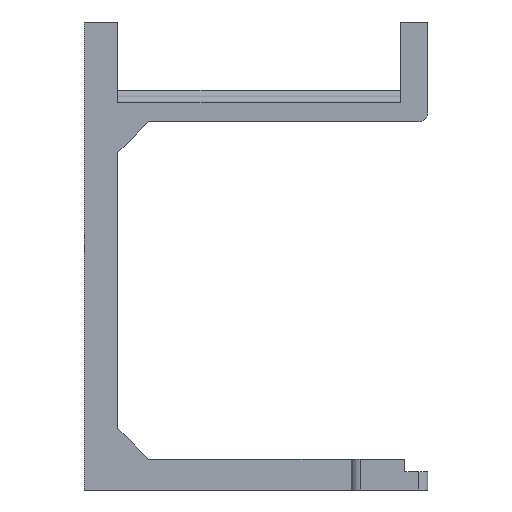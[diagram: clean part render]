
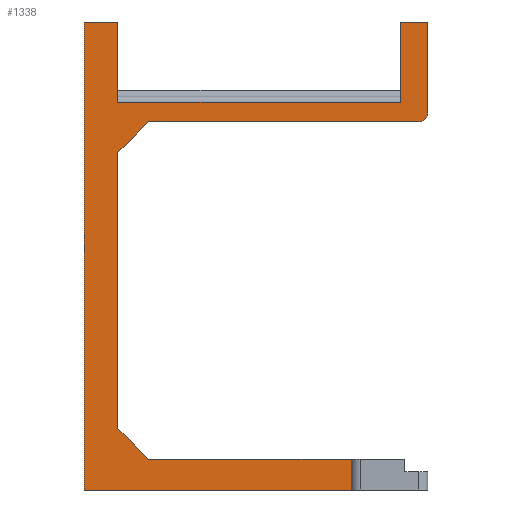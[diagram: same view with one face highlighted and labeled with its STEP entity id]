
A CAD part, left-side view. The second image highlights one B-rep face of the part: STEP entity #1338.
In plain terms, the highlighted planar face has unit normal (-1, 0, 0).
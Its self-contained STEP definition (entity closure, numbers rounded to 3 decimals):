
#33=PLANE('',#1436);
#88=FACE_OUTER_BOUND('',#157,.T.);
#157=EDGE_LOOP('',(#933,#934,#935,#936,#937,#938,#939,#940,#941,#942,#943,
#944,#945,#946,#947,#948,#949,#950,#951,#952,#953));
#231=LINE('',#1923,#399);
#234=LINE('',#1929,#402);
#235=LINE('',#1931,#403);
#236=LINE('',#1933,#404);
#237=LINE('',#1935,#405);
#238=LINE('',#1937,#406);
#239=LINE('',#1939,#407);
#240=LINE('',#1941,#408);
#241=LINE('',#1943,#409);
#242=LINE('',#1945,#410);
#243=LINE('',#1947,#411);
#244=LINE('',#1949,#412);
#245=LINE('',#1951,#413);
#246=LINE('',#1953,#414);
#247=LINE('',#1955,#415);
#248=LINE('',#1957,#416);
#249=LINE('',#1959,#417);
#250=LINE('',#1961,#418);
#251=LINE('',#1963,#419);
#252=LINE('',#1964,#420);
#399=VECTOR('',#1548,10.);
#402=VECTOR('',#1553,10.);
#403=VECTOR('',#1554,10.);
#404=VECTOR('',#1555,10.);
#405=VECTOR('',#1556,10.);
#406=VECTOR('',#1557,10.);
#407=VECTOR('',#1558,10.);
#408=VECTOR('',#1559,10.);
#409=VECTOR('',#1560,10.);
#410=VECTOR('',#1561,10.);
#411=VECTOR('',#1562,10.);
#412=VECTOR('',#1563,10.);
#413=VECTOR('',#1564,10.);
#414=VECTOR('',#1565,10.);
#415=VECTOR('',#1566,10.);
#416=VECTOR('',#1567,10.);
#417=VECTOR('',#1568,10.);
#418=VECTOR('',#1569,10.);
#419=VECTOR('',#1570,10.);
#420=VECTOR('',#1571,10.);
#566=CIRCLE('',#1434,3.);
#597=VERTEX_POINT('',#1916);
#598=VERTEX_POINT('',#1918);
#599=VERTEX_POINT('',#1922);
#601=VERTEX_POINT('',#1928);
#602=VERTEX_POINT('',#1930);
#603=VERTEX_POINT('',#1932);
#604=VERTEX_POINT('',#1934);
#605=VERTEX_POINT('',#1936);
#606=VERTEX_POINT('',#1938);
#607=VERTEX_POINT('',#1940);
#608=VERTEX_POINT('',#1942);
#609=VERTEX_POINT('',#1944);
#610=VERTEX_POINT('',#1946);
#611=VERTEX_POINT('',#1948);
#612=VERTEX_POINT('',#1950);
#613=VERTEX_POINT('',#1952);
#614=VERTEX_POINT('',#1954);
#615=VERTEX_POINT('',#1956);
#616=VERTEX_POINT('',#1958);
#617=VERTEX_POINT('',#1960);
#618=VERTEX_POINT('',#1962);
#729=EDGE_CURVE('',#597,#598,#566,.T.);
#731=EDGE_CURVE('',#599,#598,#231,.T.);
#734=EDGE_CURVE('',#601,#597,#234,.T.);
#735=EDGE_CURVE('',#602,#601,#235,.T.);
#736=EDGE_CURVE('',#602,#603,#236,.T.);
#737=EDGE_CURVE('',#604,#603,#237,.T.);
#738=EDGE_CURVE('',#604,#605,#238,.T.);
#739=EDGE_CURVE('',#605,#606,#239,.T.);
#740=EDGE_CURVE('',#607,#606,#240,.T.);
#741=EDGE_CURVE('',#607,#608,#241,.T.);
#742=EDGE_CURVE('',#608,#609,#242,.T.);
#743=EDGE_CURVE('',#609,#610,#243,.T.);
#744=EDGE_CURVE('',#610,#611,#244,.T.);
#745=EDGE_CURVE('',#611,#612,#245,.T.);
#746=EDGE_CURVE('',#612,#613,#246,.T.);
#747=EDGE_CURVE('',#613,#614,#247,.T.);
#748=EDGE_CURVE('',#614,#615,#248,.T.);
#749=EDGE_CURVE('',#615,#616,#249,.T.);
#750=EDGE_CURVE('',#617,#616,#250,.T.);
#751=EDGE_CURVE('',#617,#618,#251,.T.);
#752=EDGE_CURVE('',#599,#618,#252,.T.);
#933=ORIENTED_EDGE('',*,*,#729,.F.);
#934=ORIENTED_EDGE('',*,*,#734,.F.);
#935=ORIENTED_EDGE('',*,*,#735,.F.);
#936=ORIENTED_EDGE('',*,*,#736,.T.);
#937=ORIENTED_EDGE('',*,*,#737,.F.);
#938=ORIENTED_EDGE('',*,*,#738,.T.);
#939=ORIENTED_EDGE('',*,*,#739,.T.);
#940=ORIENTED_EDGE('',*,*,#740,.F.);
#941=ORIENTED_EDGE('',*,*,#741,.T.);
#942=ORIENTED_EDGE('',*,*,#742,.T.);
#943=ORIENTED_EDGE('',*,*,#743,.T.);
#944=ORIENTED_EDGE('',*,*,#744,.T.);
#945=ORIENTED_EDGE('',*,*,#745,.T.);
#946=ORIENTED_EDGE('',*,*,#746,.T.);
#947=ORIENTED_EDGE('',*,*,#747,.T.);
#948=ORIENTED_EDGE('',*,*,#748,.T.);
#949=ORIENTED_EDGE('',*,*,#749,.T.);
#950=ORIENTED_EDGE('',*,*,#750,.F.);
#951=ORIENTED_EDGE('',*,*,#751,.T.);
#952=ORIENTED_EDGE('',*,*,#752,.F.);
#953=ORIENTED_EDGE('',*,*,#731,.T.);
#1338=ADVANCED_FACE('',(#88),#33,.T.);
#1434=AXIS2_PLACEMENT_3D('',#1919,#1543,#1544);
#1436=AXIS2_PLACEMENT_3D('',#1927,#1551,#1552);
#1543=DIRECTION('center_axis',(1.,0.,0.));
#1544=DIRECTION('ref_axis',(0.,-0.707,-0.707));
#1548=DIRECTION('',(0.,-1.,0.));
#1551=DIRECTION('center_axis',(-1.,0.,0.));
#1552=DIRECTION('ref_axis',(0.,0.,-1.));
#1553=DIRECTION('',(0.,0.,-1.));
#1554=DIRECTION('',(0.,-1.,0.));
#1555=DIRECTION('',(0.,0.,-1.));
#1556=DIRECTION('',(0.,-1.,0.));
#1557=DIRECTION('',(0.,0.,1.));
#1558=DIRECTION('',(0.,1.,0.));
#1559=DIRECTION('',(0.,0.,1.));
#1560=DIRECTION('',(0.,-1.,0.));
#1561=DIRECTION('',(0.,0.,1.));
#1562=DIRECTION('',(0.,1.,0.));
#1563=DIRECTION('',(0.,0.,1.));
#1564=DIRECTION('',(0.,1.,0.));
#1565=DIRECTION('',(0.,0.,-1.));
#1566=DIRECTION('',(0.,1.,0.));
#1567=DIRECTION('',(0.,0.,1.));
#1568=DIRECTION('',(0.,1.,0.));
#1569=DIRECTION('',(0.,-0.707,-0.707));
#1570=DIRECTION('',(0.,0.,1.));
#1571=DIRECTION('',(0.,0.707,-0.707));
#1916=CARTESIAN_POINT('',(-11.,15.,-2.));
#1918=CARTESIAN_POINT('',(-11.,18.,-5.));
#1919=CARTESIAN_POINT('Origin',(-11.,18.,-2.));
#1922=CARTESIAN_POINT('',(-11.,106.,-5.));
#1923=CARTESIAN_POINT('',(-11.,0.,-5.));
#1927=CARTESIAN_POINT('Origin',(-11.,0.,27.5));
#1928=CARTESIAN_POINT('',(-11.,15.,27.5));
#1929=CARTESIAN_POINT('',(-11.,15.,13.75));
#1930=CARTESIAN_POINT('',(-11.,24.,27.5));
#1931=CARTESIAN_POINT('',(-11.,0.,27.5));
#1932=CARTESIAN_POINT('',(-11.,24.,1.337));
#1933=CARTESIAN_POINT('',(-11.,24.,22.5));
#1934=CARTESIAN_POINT('',(-11.,116.,1.337));
#1935=CARTESIAN_POINT('',(-11.,0.,1.337));
#1936=CARTESIAN_POINT('',(-11.,116.,27.5));
#1937=CARTESIAN_POINT('',(-11.,116.,22.5));
#1938=CARTESIAN_POINT('',(-11.,127.,27.5));
#1939=CARTESIAN_POINT('',(-11.,0.,27.5));
#1940=CARTESIAN_POINT('',(-11.,127.,-125.));
#1941=CARTESIAN_POINT('',(-11.,127.,-15.));
#1942=CARTESIAN_POINT('',(-11.,15.,-125.));
#1943=CARTESIAN_POINT('',(-11.,15.,-125.));
#1944=CARTESIAN_POINT('',(-11.,15.,-120.));
#1945=CARTESIAN_POINT('',(-11.,15.,-120.));
#1946=CARTESIAN_POINT('',(-11.,25.,-120.));
#1947=CARTESIAN_POINT('',(-11.,27.5,-120.));
#1948=CARTESIAN_POINT('',(-11.,25.,-115.));
#1949=CARTESIAN_POINT('',(-11.,25.,-125.));
#1950=CARTESIAN_POINT('',(-11.,30.,-115.));
#1951=CARTESIAN_POINT('',(-11.,25.,-115.));
#1952=CARTESIAN_POINT('',(-11.,30.,-120.));
#1953=CARTESIAN_POINT('',(-11.,30.,-115.));
#1954=CARTESIAN_POINT('',(-11.,40.,-120.));
#1955=CARTESIAN_POINT('',(-11.,40.,-120.));
#1956=CARTESIAN_POINT('',(-11.,40.,-115.));
#1957=CARTESIAN_POINT('',(-11.,40.,-115.));
#1958=CARTESIAN_POINT('',(-11.,106.,-115.));
#1959=CARTESIAN_POINT('',(-11.,15.,-115.));
#1960=CARTESIAN_POINT('',(-11.,116.,-105.));
#1961=CARTESIAN_POINT('',(-11.,117.625,-103.375));
#1962=CARTESIAN_POINT('',(-11.,116.,-15.));
#1963=CARTESIAN_POINT('',(-11.,116.,-5.));
#1964=CARTESIAN_POINT('',(-11.,73.875,27.125));
